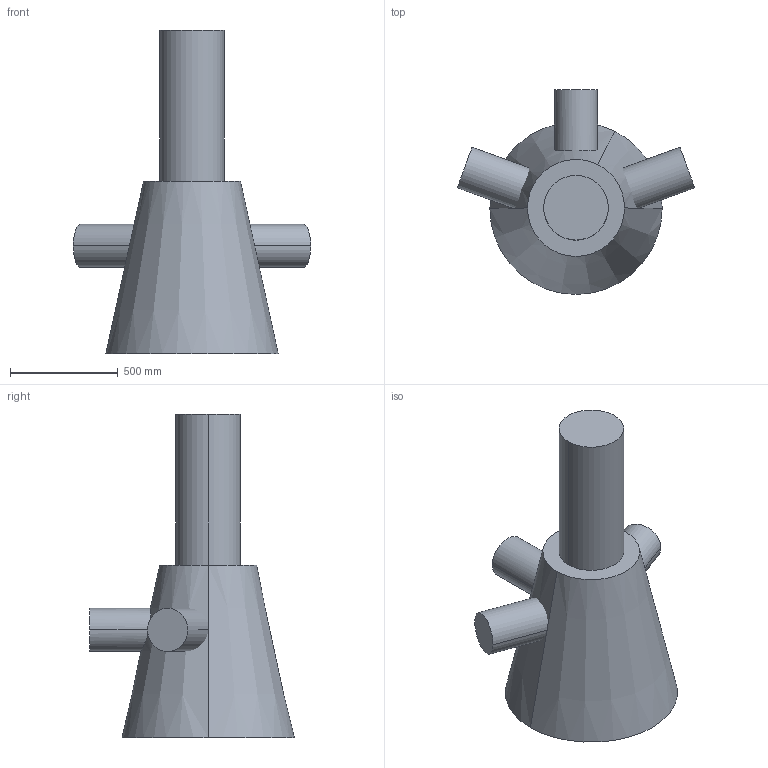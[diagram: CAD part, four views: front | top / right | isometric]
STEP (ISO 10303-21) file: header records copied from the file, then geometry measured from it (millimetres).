
FILE_DESCRIPTION(('CATIA V5 STEP Exchange','CAx-IF Rec.Pracs.--- Model Styling and Organization---1.4--- 2014-01-23','CAx-IF Rec.Pracs.---3D Tessellated Data Validation Properties---0.5---2014-09-14'),'2;1');
FILE_NAME('Part1.stp','2024-11-21T03:08:19+00:00',('none'),('none'),'CATIA Version 5-6 Release 2018','CATIA V5 STEP AP242','none');
FILE_SCHEMA(('AP242_MANAGED_MODEL_BASED_3D_ENGINEERING_MIM_LF {1 0 10303 442 1 1 4}'));
Length unit declared in the file: millimetre
Products named in the file (1): Part1
Bounding box: 1102.07 x 950 x 1500 mm (x, y, z)
Volume: 344174406.2 mm3; surface area: 3913452.7 mm2
Topology: 3 solids, 3 shells, 19 faces, 36 edges, 27 vertices
Faces by surface type: plane 8, cylinder 8, cone 3
Entity records: 548 total; most frequent: CARTESIAN_POINT 141, ORIENTED_EDGE 66, DIRECTION 65, AXIS2_PLACEMENT_3D 39, EDGE_CURVE 33, CIRCLE 22, VERTEX_POINT 22, EDGE_LOOP 21
